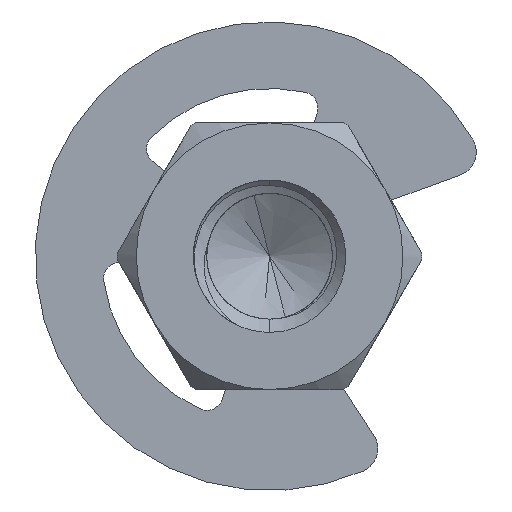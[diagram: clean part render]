
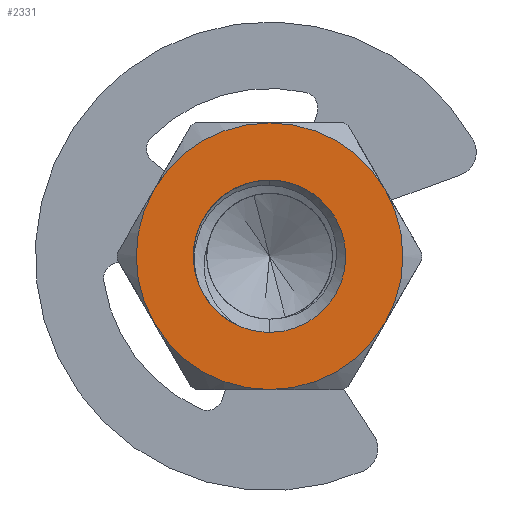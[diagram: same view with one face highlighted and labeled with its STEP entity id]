
A CAD part, front view. The second image highlights one B-rep face of the part: STEP entity #2331.
In plain terms, the highlighted planar face has unit normal (0, -1, 0).
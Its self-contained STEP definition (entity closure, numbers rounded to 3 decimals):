
#70 = CARTESIAN_POINT ( 'NONE',  ( 0., 0., 3.5 ) ) ;
#204 = CARTESIAN_POINT ( 'NONE',  ( 3.031, 0., 1.75 ) ) ;
#399 = DIRECTION ( 'NONE',  ( 0., 0., 1. ) ) ;
#507 = AXIS2_PLACEMENT_3D ( 'NONE', #4037, #6207, #6252 ) ;
#617 = DIRECTION ( 'NONE',  ( 0., 1., 0. ) ) ;
#688 = DIRECTION ( 'NONE',  ( 0., 1., 0. ) ) ;
#756 = AXIS2_PLACEMENT_3D ( 'NONE', #10115, #12308, #6100 ) ;
#830 = DIRECTION ( 'NONE',  ( 0., 1., 0. ) ) ;
#920 = AXIS2_PLACEMENT_3D ( 'NONE', #10677, #9673, #4527 ) ;
#957 = EDGE_CURVE ( 'NONE', #12606, #4750, #12794, .T. ) ;
#1400 = VERTEX_POINT ( 'NONE', #70 ) ;
#1632 = ORIENTED_EDGE ( 'NONE', *, *, #9703, .F. ) ;
#1664 = DIRECTION ( 'NONE',  ( 0., 0., 1. ) ) ;
#1696 = CARTESIAN_POINT ( 'NONE',  ( 0., 0., 0. ) ) ;
#1779 = AXIS2_PLACEMENT_3D ( 'NONE', #5259, #9262, #11502 ) ;
#1853 = ORIENTED_EDGE ( 'NONE', *, *, #957, .T. ) ;
#1890 = AXIS2_PLACEMENT_3D ( 'NONE', #7960, #617, #1664 ) ;
#1907 = VERTEX_POINT ( 'NONE', #5988 ) ;
#2188 = EDGE_CURVE ( 'NONE', #6874, #11293, #6767, .T. ) ;
#2249 = CIRCLE ( 'NONE', #1779, 3.5 ) ;
#2331 = ADVANCED_FACE ( 'NONE', ( #12615, #6466 ), #9670, .F. ) ;
#2979 = AXIS2_PLACEMENT_3D ( 'NONE', #11768, #3333, #6553 ) ;
#3198 = EDGE_CURVE ( 'NONE', #10805, #1907, #6128, .T. ) ;
#3252 = AXIS2_PLACEMENT_3D ( 'NONE', #3820, #830, #7013 ) ;
#3333 = DIRECTION ( 'NONE',  ( 0., 1., 0. ) ) ;
#3386 = DIRECTION ( 'NONE',  ( 0., 1., 0. ) ) ;
#3462 = CARTESIAN_POINT ( 'NONE',  ( 0., 0., -2. ) ) ;
#3510 = CARTESIAN_POINT ( 'NONE',  ( 0., 0., 0. ) ) ;
#3820 = CARTESIAN_POINT ( 'NONE',  ( 0., 0., 0. ) ) ;
#3943 = DIRECTION ( 'NONE',  ( 0., 0., 1. ) ) ;
#4037 = CARTESIAN_POINT ( 'NONE',  ( 0., 0., 0. ) ) ;
#4162 = CIRCLE ( 'NONE', #507, 2. ) ;
#4316 = CARTESIAN_POINT ( 'NONE',  ( 0., 0., -3.5 ) ) ;
#4527 = DIRECTION ( 'NONE',  ( 0., 0., 1. ) ) ;
#4603 = CARTESIAN_POINT ( 'NONE',  ( 0., 0., 0. ) ) ;
#4750 = VERTEX_POINT ( 'NONE', #6405 ) ;
#5034 = EDGE_CURVE ( 'NONE', #9358, #12606, #5534, .T. ) ;
#5185 = EDGE_CURVE ( 'NONE', #4750, #8873, #4162, .T. ) ;
#5259 = CARTESIAN_POINT ( 'NONE',  ( 0., 0., 0. ) ) ;
#5296 = ORIENTED_EDGE ( 'NONE', *, *, #8844, .F. ) ;
#5337 = CIRCLE ( 'NONE', #3252, 3.5 ) ;
#5507 = CIRCLE ( 'NONE', #11135, 3.5 ) ;
#5534 = CIRCLE ( 'NONE', #9640, 2. ) ;
#5548 = CIRCLE ( 'NONE', #2979, 3.5 ) ;
#5734 = ORIENTED_EDGE ( 'NONE', *, *, #5034, .T. ) ;
#5832 = ORIENTED_EDGE ( 'NONE', *, *, #5185, .T. ) ;
#5988 = CARTESIAN_POINT ( 'NONE',  ( -3.031, 0., -1.75 ) ) ;
#5994 = CARTESIAN_POINT ( 'NONE',  ( -3.031, 0., 1.75 ) ) ;
#6100 = DIRECTION ( 'NONE',  ( 0., 0., 1. ) ) ;
#6128 = CIRCLE ( 'NONE', #756, 3.5 ) ;
#6207 = DIRECTION ( 'NONE',  ( 0., 1., 0. ) ) ;
#6252 = DIRECTION ( 'NONE',  ( 0., 0., 1. ) ) ;
#6405 = CARTESIAN_POINT ( 'NONE',  ( -0.833, 0., -1.818 ) ) ;
#6466 = FACE_OUTER_BOUND ( 'NONE', #11251, .T. ) ;
#6553 = DIRECTION ( 'NONE',  ( 0., 0., 1. ) ) ;
#6727 = CARTESIAN_POINT ( 'NONE',  ( 0., 0., 0. ) ) ;
#6767 = CIRCLE ( 'NONE', #13111, 3.5 ) ;
#6768 = DIRECTION ( 'NONE',  ( 0., 1., 0. ) ) ;
#6874 = VERTEX_POINT ( 'NONE', #204 ) ;
#6900 = DIRECTION ( 'NONE',  ( 0., 0., 1. ) ) ;
#7013 = DIRECTION ( 'NONE',  ( 0., 0., 1. ) ) ;
#7616 = ORIENTED_EDGE ( 'NONE', *, *, #3198, .F. ) ;
#7894 = EDGE_CURVE ( 'NONE', #1907, #10578, #2249, .T. ) ;
#7960 = CARTESIAN_POINT ( 'NONE',  ( 0., 0., 0. ) ) ;
#7999 = CIRCLE ( 'NONE', #1890, 2. ) ;
#8126 = EDGE_LOOP ( 'NONE', ( #5832, #12824, #5734, #1853 ) ) ;
#8216 = EDGE_CURVE ( 'NONE', #11293, #10805, #5507, .T. ) ;
#8760 = DIRECTION ( 'NONE',  ( 0., 0., 1. ) ) ;
#8844 = EDGE_CURVE ( 'NONE', #10578, #1400, #5337, .T. ) ;
#8873 = VERTEX_POINT ( 'NONE', #9092 ) ;
#9092 = CARTESIAN_POINT ( 'NONE',  ( -1.863, 0., -0.728 ) ) ;
#9262 = DIRECTION ( 'NONE',  ( 0., 1., 0. ) ) ;
#9358 = VERTEX_POINT ( 'NONE', #12993 ) ;
#9508 = ORIENTED_EDGE ( 'NONE', *, *, #8216, .F. ) ;
#9640 = AXIS2_PLACEMENT_3D ( 'NONE', #1696, #688, #3943 ) ;
#9670 = PLANE ( 'NONE',  #11996 ) ;
#9673 = DIRECTION ( 'NONE',  ( 0., 1., 0. ) ) ;
#9703 = EDGE_CURVE ( 'NONE', #1400, #6874, #5548, .T. ) ;
#10098 = ORIENTED_EDGE ( 'NONE', *, *, #2188, .F. ) ;
#10115 = CARTESIAN_POINT ( 'NONE',  ( 0., 0., 0. ) ) ;
#10578 = VERTEX_POINT ( 'NONE', #5994 ) ;
#10677 = CARTESIAN_POINT ( 'NONE',  ( 0., 0., 0. ) ) ;
#10805 = VERTEX_POINT ( 'NONE', #4316 ) ;
#11029 = DIRECTION ( 'NONE',  ( 0., 1., 0. ) ) ;
#11135 = AXIS2_PLACEMENT_3D ( 'NONE', #3510, #6768, #399 ) ;
#11251 = EDGE_LOOP ( 'NONE', ( #1632, #5296, #12893, #7616, #9508, #10098 ) ) ;
#11293 = VERTEX_POINT ( 'NONE', #12033 ) ;
#11502 = DIRECTION ( 'NONE',  ( 0., 0., 1. ) ) ;
#11768 = CARTESIAN_POINT ( 'NONE',  ( 0., 0., 0. ) ) ;
#11996 = AXIS2_PLACEMENT_3D ( 'NONE', #6727, #11029, #6900 ) ;
#12033 = CARTESIAN_POINT ( 'NONE',  ( 3.031, 0., -1.75 ) ) ;
#12308 = DIRECTION ( 'NONE',  ( 0., 1., 0. ) ) ;
#12606 = VERTEX_POINT ( 'NONE', #3462 ) ;
#12615 = FACE_BOUND ( 'NONE', #8126, .T. ) ;
#12794 = CIRCLE ( 'NONE', #920, 2. ) ;
#12824 = ORIENTED_EDGE ( 'NONE', *, *, #13496, .T. ) ;
#12893 = ORIENTED_EDGE ( 'NONE', *, *, #7894, .F. ) ;
#12993 = CARTESIAN_POINT ( 'NONE',  ( 0., 0., 2. ) ) ;
#13111 = AXIS2_PLACEMENT_3D ( 'NONE', #4603, #3386, #8760 ) ;
#13496 = EDGE_CURVE ( 'NONE', #8873, #9358, #7999, .T. ) ;
